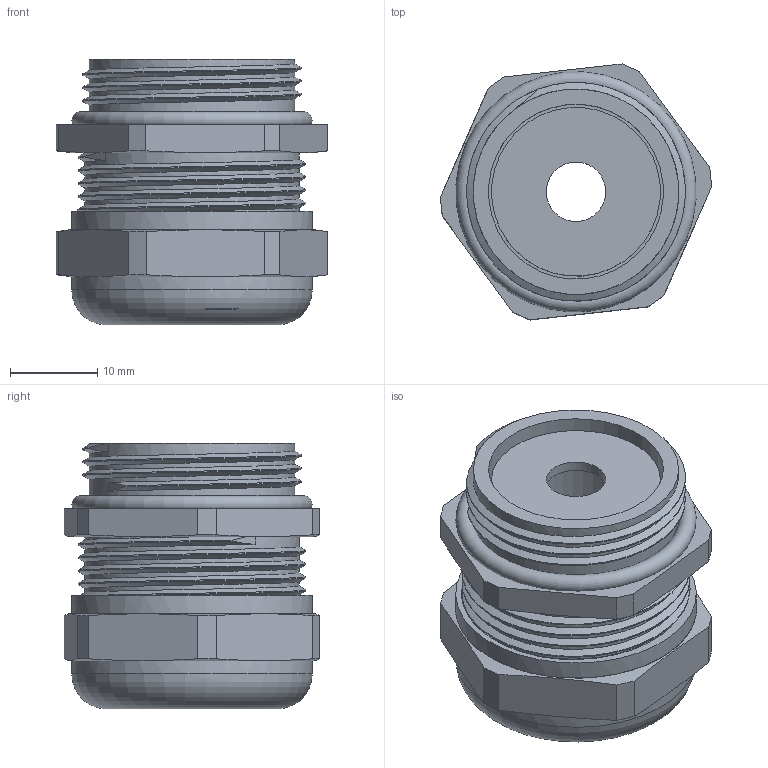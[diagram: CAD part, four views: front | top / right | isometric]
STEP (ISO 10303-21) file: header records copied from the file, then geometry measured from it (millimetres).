
FILE_DESCRIPTION(/* description */ ('Euro-Tight M 25x1,5'),/* implementation_level */ '2;1');
FILE_NAME(/* name */ '63080525-RST.stp',/* time_stamp */ '2019-12-17T09:58:21+01:00',/* author */ ('sl'),/* organization */ (''),/* preprocessor_version */ 'ST-DEVELOPER v16.5',/* originating_system */ 'Autodesk Inventor 2017',/* authorisation */ '');
FILE_SCHEMA (('AUTOMOTIVE_DESIGN { 1 0 10303 214 3 1 1 }'));
Length unit declared in the file: millimetre
Products named in the file (6): 63080525; Euro-Tight-01-BT-0003-63080525; Euro-Tight-01-BT-0004-63080525; Euro-Tight-01-BT-0002-63080525; Euro-Tight-01-BT-0006-63080525; Euro-Tight-01-BT-0005-63080525
Assembly tree (5 placements, depth 2):
  63080525
    Euro-Tight-01-BT-0003-63080525
    Euro-Tight-01-BT-0004-63080525
    Euro-Tight-01-BT-0002-63080525
    Euro-Tight-01-BT-0006-63080525
    Euro-Tight-01-BT-0005-63080525
Bounding box: 31.06 x 29.25 x 30.39 mm (x, y, z)
Volume: 10768.5 mm3; surface area: 14324.7 mm2
Topology: 5 solids, 5 shells, 223 faces, 614 edges, 409 vertices
Faces by surface type: plane 186, cylinder 21, bspline 7, cone 5, torus 4
Full cylindrical faces by diameter (mm): 6.8 x1, 13.16 x1, 18.1 x1, 18.2 x1, 18.58 x1, 19.3 x1, 20 x1, 20.8 x1, 21.9 x1, 23.5 x3, 23.8 x1, 27.54 x2
Entity records: 9833 total; most frequent: CARTESIAN_POINT 3969, DIRECTION 1290, ORIENTED_EDGE 1152, EDGE_CURVE 576, AXIS2_PLACEMENT_3D 533, VERTEX_POINT 395, EDGE_LOOP 261, LINE 224
